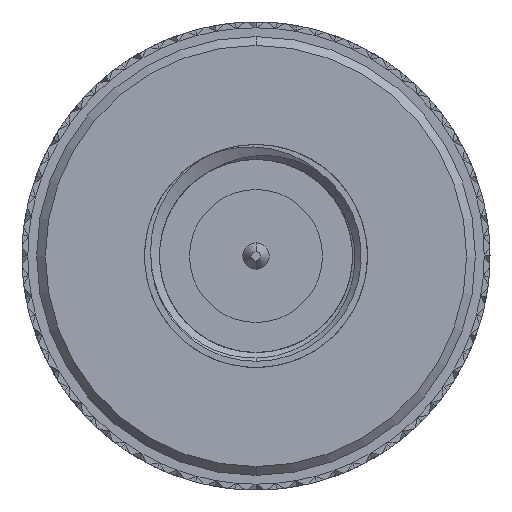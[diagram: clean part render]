
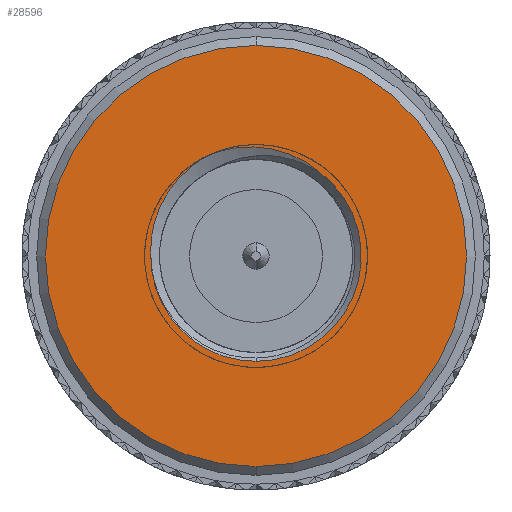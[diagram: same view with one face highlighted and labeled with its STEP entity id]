
A CAD part, front view. The second image highlights one B-rep face of the part: STEP entity #28596.
In plain terms, the highlighted planar face has unit normal (0, -1, 0).
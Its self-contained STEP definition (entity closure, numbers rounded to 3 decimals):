
#2366 = CARTESIAN_POINT ( 'NONE',  ( -1.349, -0.9, 3.563 ) ) ;
#2521 = CARTESIAN_POINT ( 'NONE',  ( 0., -0.9, -7.2 ) ) ;
#3471 = CARTESIAN_POINT ( 'NONE',  ( -3.6, -0.9, 0.407 ) ) ;
#3721 = VERTEX_POINT ( 'NONE', #108394 ) ;
#3875 = CARTESIAN_POINT ( 'NONE',  ( -1.666, -0.9, 3.43 ) ) ;
#4133 = CARTESIAN_POINT ( 'NONE',  ( 2.176, -0.9, 2.868 ) ) ;
#4682 = CARTESIAN_POINT ( 'NONE',  ( -3.565, -0.9, 0.746 ) ) ;
#4848 = DIRECTION ( 'NONE',  ( 0., 0., 1. ) ) ;
#6569 = CARTESIAN_POINT ( 'NONE',  ( -1.666, -0.9, 3.43 ) ) ;
#10980 = CARTESIAN_POINT ( 'NONE',  ( 1.16, -0.9, 3.482 ) ) ;
#11816 = CARTESIAN_POINT ( 'NONE',  ( -1.666, -0.9, 3.43 ) ) ;
#11854 = CARTESIAN_POINT ( 'NONE',  ( 0., -0.9, 7.2 ) ) ;
#13315 = CARTESIAN_POINT ( 'NONE',  ( -3.411, -0.9, 1.405 ) ) ;
#15370 = B_SPLINE_CURVE_WITH_KNOTS ( 'NONE', 3,
 ( #4133, #60566, #39695, #10980, #28645, #75532, #38878, #75948, #49083, #20047, #2366, #11816 ),
 .UNSPECIFIED., .F., .F.,
 ( 4, 2, 2, 2, 2, 4 ),
 ( 0.006, 0.007, 0.008, 0.008, 0.009, 0.01 ),
 .UNSPECIFIED. ) ;
#16873 = AXIS2_PLACEMENT_3D ( 'NONE', #34687, #82004, #82810 ) ;
#19225 = CARTESIAN_POINT ( 'NONE',  ( 3.3, -0.9, 0. ) ) ;
#20047 = CARTESIAN_POINT ( 'NONE',  ( -1.021, -0.9, 3.652 ) ) ;
#20107 = ORIENTED_EDGE ( 'NONE', *, *, #48535, .T. ) ;
#22373 = CARTESIAN_POINT ( 'NONE',  ( -3.599, -0.9, 0.064 ) ) ;
#26582 = AXIS2_PLACEMENT_3D ( 'NONE', #19225, #93907, #93081 ) ;
#26959 = ORIENTED_EDGE ( 'NONE', *, *, #71920, .T. ) ;
#27416 = DIRECTION ( 'NONE',  ( 0., 0., 1. ) ) ;
#28596 = ADVANCED_FACE ( 'NONE', ( #68058, #91317 ), #57192, .F. ) ;
#28645 = CARTESIAN_POINT ( 'NONE',  ( 1.001, -0.9, 3.54 ) ) ;
#29133 = EDGE_LOOP ( 'NONE', ( #93023, #118087 ) ) ;
#31773 = CARTESIAN_POINT ( 'NONE',  ( -3.279, -0.9, 1.727 ) ) ;
#32990 = CARTESIAN_POINT ( 'NONE',  ( -2.719, -0.9, 2.575 ) ) ;
#34687 = CARTESIAN_POINT ( 'NONE',  ( 0., -0.9, 0. ) ) ;
#38878 = CARTESIAN_POINT ( 'NONE',  ( 0.505, -0.9, 3.671 ) ) ;
#39585 = DIRECTION ( 'NONE',  ( 0., 0., 1. ) ) ;
#39695 = CARTESIAN_POINT ( 'NONE',  ( 1.624, -0.9, 3.273 ) ) ;
#41201 = CARTESIAN_POINT ( 'NONE',  ( -3.023, -0.9, 2.166 ) ) ;
#41580 = CARTESIAN_POINT ( 'NONE',  ( -2.238, -0.9, 3.061 ) ) ;
#46737 = AXIS2_PLACEMENT_3D ( 'NONE', #94599, #66049, #39585 ) ;
#48535 = EDGE_CURVE ( 'NONE', #107380, #99130, #71315, .T. ) ;
#49083 = CARTESIAN_POINT ( 'NONE',  ( -0.342, -0.9, 3.742 ) ) ;
#49351 = CIRCLE ( 'NONE', #107865, 7.2 ) ;
#53836 = ORIENTED_EDGE ( 'NONE', *, *, #85264, .F. ) ;
#55921 = DIRECTION ( 'NONE',  ( 0., -1., 0. ) ) ;
#57192 = PLANE ( 'NONE',  #26582 ) ;
#60566 = CARTESIAN_POINT ( 'NONE',  ( 1.918, -0.9, 3.088 ) ) ;
#60710 = CARTESIAN_POINT ( 'NONE',  ( -2.928, -0.9, 2.307 ) ) ;
#61111 = CARTESIAN_POINT ( 'NONE',  ( -1.967, -0.9, 3.264 ) ) ;
#62054 = DIRECTION ( 'NONE',  ( 0., -1., 0. ) ) ;
#62457 = CARTESIAN_POINT ( 'NONE',  ( 0., -0.9, 0. ) ) ;
#66049 = DIRECTION ( 'NONE',  ( 0., 1., 0. ) ) ;
#68058 = FACE_OUTER_BOUND ( 'NONE', #29133, .T. ) ;
#69296 = CARTESIAN_POINT ( 'NONE',  ( -2.604, -0.9, 2.704 ) ) ;
#69482 = VERTEX_POINT ( 'NONE', #2521 ) ;
#71315 = CIRCLE ( 'NONE', #46737, 3.6 ) ;
#71920 = EDGE_CURVE ( 'NONE', #3721, #107380, #88982, .T. ) ;
#72558 = EDGE_CURVE ( 'NONE', #104600, #69482, #97605, .T. ) ;
#75532 = CARTESIAN_POINT ( 'NONE',  ( 0.674, -0.9, 3.635 ) ) ;
#75599 = EDGE_LOOP ( 'NONE', ( #53836, #26959, #20107, #83414 ) ) ;
#75866 = EDGE_CURVE ( 'NONE', #69482, #104600, #49351, .T. ) ;
#75948 = CARTESIAN_POINT ( 'NONE',  ( -0.001, -0.9, 3.742 ) ) ;
#80528 = CARTESIAN_POINT ( 'NONE',  ( 0., -0.9, -3.6 ) ) ;
#82004 = DIRECTION ( 'NONE',  ( 0., 1., 0. ) ) ;
#82558 = VERTEX_POINT ( 'NONE', #6569 ) ;
#82810 = DIRECTION ( 'NONE',  ( 0., 0., 1. ) ) ;
#83414 = ORIENTED_EDGE ( 'NONE', *, *, #86398, .F. ) ;
#83680 = CARTESIAN_POINT ( 'NONE',  ( 0., -0.9, 0. ) ) ;
#85032 = CARTESIAN_POINT ( 'NONE',  ( -3.599, -0.9, 0.064 ) ) ;
#85264 = EDGE_CURVE ( 'NONE', #3721, #82558, #15370, .T. ) ;
#86398 = EDGE_CURVE ( 'NONE', #82558, #99130, #108392, .T. ) ;
#88982 = CIRCLE ( 'NONE', #16873, 3.6 ) ;
#91317 = FACE_BOUND ( 'NONE', #75599, .T. ) ;
#93023 = ORIENTED_EDGE ( 'NONE', *, *, #72558, .T. ) ;
#93081 = DIRECTION ( 'NONE',  ( 0., 0., 1. ) ) ;
#93907 = DIRECTION ( 'NONE',  ( 0., 1., 0. ) ) ;
#94599 = CARTESIAN_POINT ( 'NONE',  ( 0., -0.9, 0. ) ) ;
#95215 = AXIS2_PLACEMENT_3D ( 'NONE', #62457, #62054, #4848 ) ;
#97605 = CIRCLE ( 'NONE', #95215, 7.2 ) ;
#97802 = CARTESIAN_POINT ( 'NONE',  ( -3.535, -0.9, 0.912 ) ) ;
#99130 = VERTEX_POINT ( 'NONE', #85032 ) ;
#104600 = VERTEX_POINT ( 'NONE', #11854 ) ;
#106386 = CARTESIAN_POINT ( 'NONE',  ( -3.606, -0.9, 0.234 ) ) ;
#107380 = VERTEX_POINT ( 'NONE', #80528 ) ;
#107865 = AXIS2_PLACEMENT_3D ( 'NONE', #83680, #55921, #27416 ) ;
#108392 = B_SPLINE_CURVE_WITH_KNOTS ( 'NONE', 3,
 ( #3875, #61111, #41580, #69296, #32990, #60710, #41201, #31773, #13315, #97802, #4682, #3471, #106386, #22373 ),
 .UNSPECIFIED., .F., .F.,
 ( 4, 2, 2, 2, 2, 2, 4 ),
 ( 0., 0.001, 0.002, 0.002, 0.003, 0.004, 0.004 ),
 .UNSPECIFIED. ) ;
#108394 = CARTESIAN_POINT ( 'NONE',  ( 2.176, -0.9, 2.868 ) ) ;
#118087 = ORIENTED_EDGE ( 'NONE', *, *, #75866, .T. ) ;
